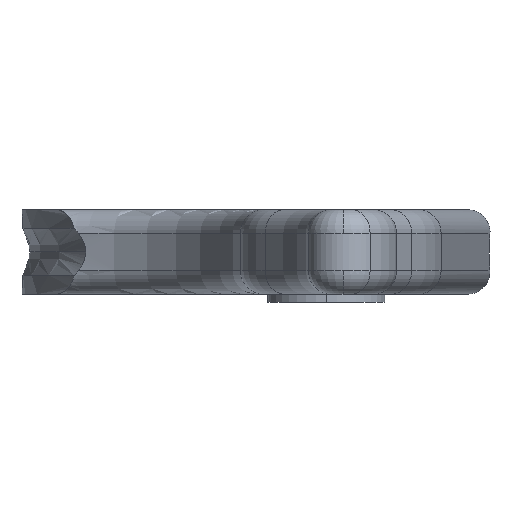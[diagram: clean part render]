
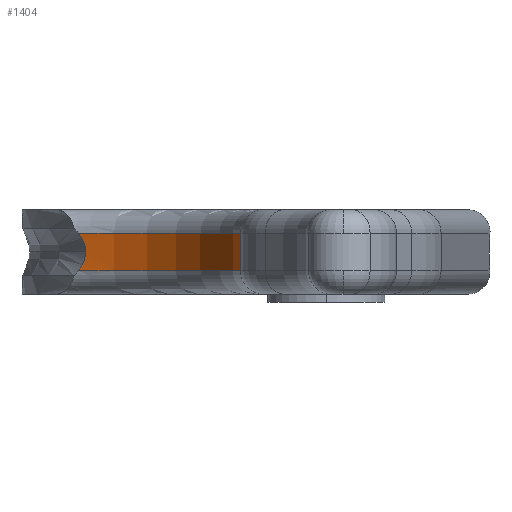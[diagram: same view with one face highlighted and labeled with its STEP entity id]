
A CAD part, left-side view. The second image highlights one B-rep face of the part: STEP entity #1404.
In plain terms, the highlighted cylindrical face has radius 10 mm (diameter 20 mm), a partial arc.
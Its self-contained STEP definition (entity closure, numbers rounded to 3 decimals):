
#42 = CYLINDRICAL_SURFACE ( 'NONE', #908, 10. ) ;
#65 = AXIS2_PLACEMENT_3D ( 'NONE', #964, #300, #285 ) ;
#94 = CARTESIAN_POINT ( 'NONE',  ( 18.143, 10.28, 1.8 ) ) ;
#215 = B_SPLINE_CURVE_WITH_KNOTS ( 'NONE', 3,
 ( #379, #1376, #798, #1130, #580, #1025 ),
 .UNSPECIFIED., .F., .F.,
 ( 4, 2, 4 ),
 ( 0., 0.001, 0.001 ),
 .UNSPECIFIED. ) ;
#233 = AXIS2_PLACEMENT_3D ( 'NONE', #1434, #885, #1420 ) ;
#255 = CARTESIAN_POINT ( 'NONE',  ( 8.083, 3.663, 1.625 ) ) ;
#258 = VERTEX_POINT ( 'NONE', #94 ) ;
#278 = VERTEX_POINT ( 'NONE', #753 ) ;
#284 = ORIENTED_EDGE ( 'NONE', *, *, #1191, .T. ) ;
#285 = DIRECTION ( 'NONE',  ( -1., 0., 0. ) ) ;
#300 = DIRECTION ( 'NONE',  ( 0., 0., 1. ) ) ;
#302 = CIRCLE ( 'NONE', #65, 10. ) ;
#307 = CARTESIAN_POINT ( 'NONE',  ( 18.217, 10.493, 1.113 ) ) ;
#379 = CARTESIAN_POINT ( 'NONE',  ( 18.245, 10.58, 2.6 ) ) ;
#382 = DIRECTION ( 'NONE',  ( -1., 0., 0. ) ) ;
#389 = LINE ( 'NONE', #255, #490 ) ;
#418 = ORIENTED_EDGE ( 'NONE', *, *, #1078, .T. ) ;
#428 = CARTESIAN_POINT ( 'NONE',  ( 18.245, 10.58, 1. ) ) ;
#477 = CARTESIAN_POINT ( 'NONE',  ( 8.725, 13.642, 3.6 ) ) ;
#490 = VECTOR ( 'NONE', #819, 1000. ) ;
#580 = CARTESIAN_POINT ( 'NONE',  ( 18.143, 10.28, 1.945 ) ) ;
#595 = EDGE_CURVE ( 'NONE', #1293, #278, #389, .T. ) ;
#753 = CARTESIAN_POINT ( 'NONE',  ( 8.083, 3.663, 2.6 ) ) ;
#798 = CARTESIAN_POINT ( 'NONE',  ( 18.191, 10.417, 2.361 ) ) ;
#819 = DIRECTION ( 'NONE',  ( 0., 0., 1. ) ) ;
#821 = ORIENTED_EDGE ( 'NONE', *, *, #1345, .T. ) ;
#849 = ORIENTED_EDGE ( 'NONE', *, *, #595, .T. ) ;
#852 = CARTESIAN_POINT ( 'NONE',  ( 18.143, 10.28, 1.8 ) ) ;
#877 = EDGE_LOOP ( 'NONE', ( #849, #1052, #418, #284, #821 ) ) ;
#885 = DIRECTION ( 'NONE',  ( 0., 0., -1. ) ) ;
#908 = AXIS2_PLACEMENT_3D ( 'NONE', #477, #1390, #382 ) ;
#953 = FACE_OUTER_BOUND ( 'NONE', #877, .T. ) ;
#964 = CARTESIAN_POINT ( 'NONE',  ( 8.725, 13.642, 2.6 ) ) ;
#1011 = VERTEX_POINT ( 'NONE', #1149 ) ;
#1025 = CARTESIAN_POINT ( 'NONE',  ( 18.143, 10.28, 1.8 ) ) ;
#1052 = ORIENTED_EDGE ( 'NONE', *, *, #1128, .T. ) ;
#1078 = EDGE_CURVE ( 'NONE', #1011, #258, #215, .T. ) ;
#1117 = CIRCLE ( 'NONE', #233, 10. ) ;
#1128 = EDGE_CURVE ( 'NONE', #278, #1011, #302, .T. ) ;
#1130 = CARTESIAN_POINT ( 'NONE',  ( 18.154, 10.311, 2.092 ) ) ;
#1149 = CARTESIAN_POINT ( 'NONE',  ( 18.245, 10.58, 2.6 ) ) ;
#1183 = B_SPLINE_CURVE_WITH_KNOTS ( 'NONE', 3,
 ( #852, #1184, #1278, #1300, #307, #1295 ),
 .UNSPECIFIED., .F., .F.,
 ( 4, 2, 4 ),
 ( 0.001, 0.002, 0.002 ),
 .UNSPECIFIED. ) ;
#1184 = CARTESIAN_POINT ( 'NONE',  ( 18.143, 10.28, 1.655 ) ) ;
#1191 = EDGE_CURVE ( 'NONE', #258, #1270, #1183, .T. ) ;
#1270 = VERTEX_POINT ( 'NONE', #428 ) ;
#1278 = CARTESIAN_POINT ( 'NONE',  ( 18.154, 10.311, 1.508 ) ) ;
#1293 = VERTEX_POINT ( 'NONE', #1427 ) ;
#1295 = CARTESIAN_POINT ( 'NONE',  ( 18.245, 10.58, 1. ) ) ;
#1300 = CARTESIAN_POINT ( 'NONE',  ( 18.191, 10.418, 1.238 ) ) ;
#1345 = EDGE_CURVE ( 'NONE', #1270, #1293, #1117, .T. ) ;
#1376 = CARTESIAN_POINT ( 'NONE',  ( 18.217, 10.493, 2.487 ) ) ;
#1390 = DIRECTION ( 'NONE',  ( 0., 0., -1. ) ) ;
#1404 = ADVANCED_FACE ( 'NONE', ( #953 ), #42, .F. ) ;
#1420 = DIRECTION ( 'NONE',  ( -1., 0., 0. ) ) ;
#1427 = CARTESIAN_POINT ( 'NONE',  ( 8.083, 3.663, 1. ) ) ;
#1434 = CARTESIAN_POINT ( 'NONE',  ( 8.725, 13.642, 1. ) ) ;
